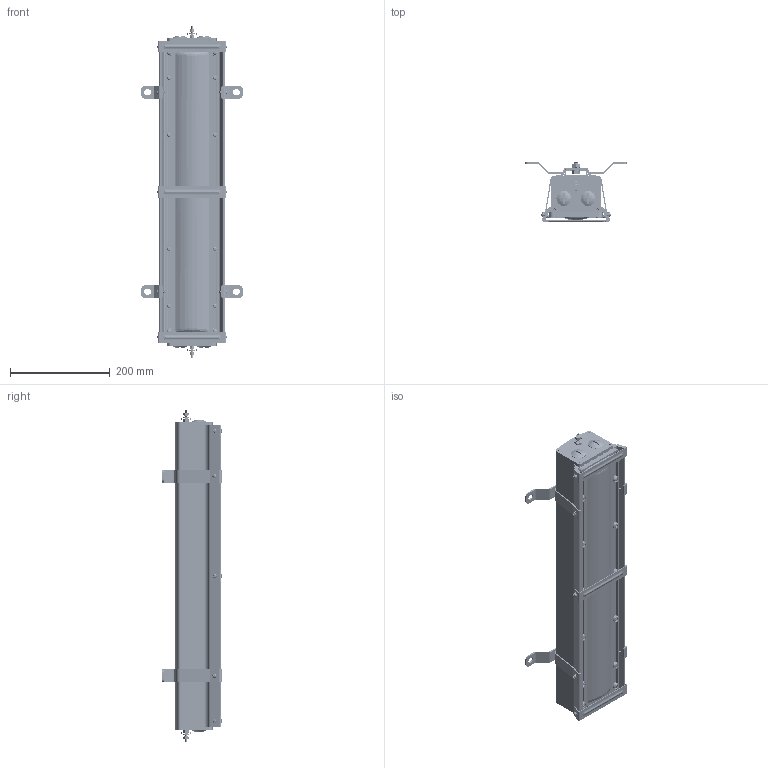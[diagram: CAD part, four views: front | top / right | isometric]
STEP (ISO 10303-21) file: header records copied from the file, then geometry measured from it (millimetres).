
FILE_DESCRIPTION((''),'2;1');
FILE_NAME('LVB3C4D2P_STEP_ASM','2015-07-15T',('leibw'),(''),'PRO/ENGINEER BY PARAMETRIC TECHNOLOGY CORPORATION, 2014000','PRO/ENGINEER BY PARAMETRIC TECHNOLOGY CORPORATION, 2014000','');
FILE_SCHEMA(('CONFIG_CONTROL_DESIGN'));
Length unit declared in the file: inch
Products named in the file (39): 3950HZL002701; 5000HZL000200; 2150HZL000200; 6000HZL002400; 6200HZL000600; 5600HZL000300; CLS-M3-2; 5600HZL000300_ASM; 6000865001300; 7000HZL000300; 6000HZL002700; 5000HZL001400; A78-001170; A40-000545; A78-001172; A78-001173; A80-527-404; A78-001171_OLD; 8800HZA0002EX_4ASM_ASM; 7000HZL000700; 4600HZL005701_4ASM; 8800HZL040601_4ASM_ASM; 6000HZL000600; LOCKWASHER_EXT_TOOTH_10; 8800HZL040101_ASM; 4750HZL000600; SCREW_PH-TORX_8-32X1-2_SS; 1800HZL002100; WASHER_FLAT_8_SS; LOCHWASHER_SPLIT_NO_8; 1800HZL002200; 1800HZL002300; LOCKWASHER_SPLIT_NO_5-16_SS; 6000HZL002900; 4900HZL000300; 8800HZL040700_ASM; 9150200168899_4DRW; 9150200247499_ASM; LVB3C4D2P_STEP_ASM
Assembly tree (93 placements, depth 4):
  LVB3C4D2P_STEP_ASM
    3950HZL002701
    5000HZL000200
    8800HZL040101_ASM  x2
      2150HZL000200
      6000HZL002400
      6200HZL000600
      5600HZL000300_ASM
        5600HZL000300
        CLS-M3-2  x2
      6000865001300
      7000HZL000300
      6000HZL002700
      5000HZL001400
      8800HZA0002EX_4ASM_ASM
        A78-001170
        A40-000545
        A78-001172  x2
        A78-001173  x2
        A80-527-404
        A78-001171_OLD
      8800HZL040601_4ASM_ASM
        7000HZL000700
        4600HZL005701_4ASM
      6000HZL000600
      LOCKWASHER_EXT_TOOTH_10
    4750HZL000600
    SCREW_PH-TORX_8-32X1-2_SS  x24
    1800HZL002100  x3
    WASHER_FLAT_8_SS  x10
    LOCHWASHER_SPLIT_NO_8  x10
    8800HZL040700_ASM  x2
      1800HZL002200
      1800HZL002300
      LOCKWASHER_SPLIT_NO_5-16_SS
      6000HZL002900
      4900HZL000300
    9150200247499_ASM
      9150200168899_4DRW  x2
Bounding box: 203.2 x 120.58 x 665.52 mm (x, y, z)
Volume: 1650604 mm3; surface area: 867412.2 mm2
Topology: 121 solids, 129 shells, 5408 faces, 13151 edges, 8230 vertices
Faces by surface type: cylinder 2045, plane 2036, cone 826, torus 224, bspline 198, sphere 79
Entity records: 84980 total; most frequent: CARTESIAN_POINT 31035, DIRECTION 11421, ORIENTED_EDGE 10830, EDGE_CURVE 5417, AXIS2_PLACEMENT_3D 4291, VERTEX_POINT 3376, VECTOR 2839, LINE 2839
